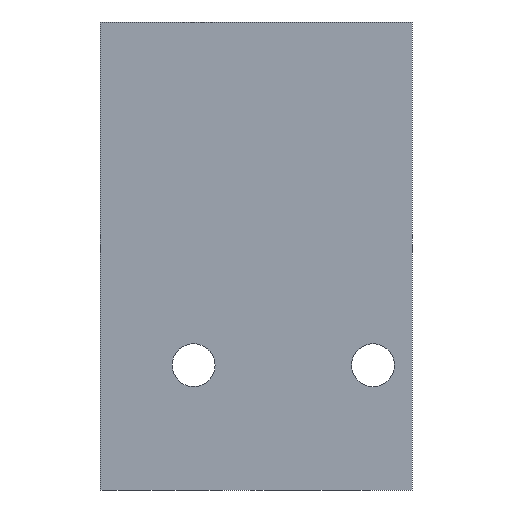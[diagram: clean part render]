
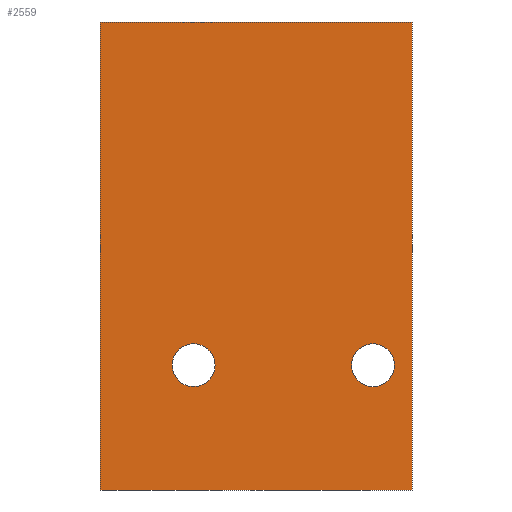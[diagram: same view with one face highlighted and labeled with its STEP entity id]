
A CAD part, front view. The second image highlights one B-rep face of the part: STEP entity #2559.
In plain terms, the highlighted planar face has unit normal (0, -1, 0).
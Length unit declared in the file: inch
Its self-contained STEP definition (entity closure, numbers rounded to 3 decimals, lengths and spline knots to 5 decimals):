
#5=DIRECTION('',(1.,0.,0.));
#6=VECTOR('',#5,2.5);
#7=CARTESIAN_POINT('',(0.,-1.188,0.));
#8=LINE('',#7,#6);
#75=DIRECTION('',(0.,0.,1.));
#76=VECTOR('',#75,3.75);
#77=CARTESIAN_POINT('',(2.5,-1.188,0.));
#78=LINE('',#77,#76);
#79=DIRECTION('',(0.,0.,1.));
#80=VECTOR('',#79,3.75);
#81=CARTESIAN_POINT('',(0.,-1.188,0.));
#82=LINE('',#81,#80);
#83=CARTESIAN_POINT('',(0.75,-1.188,1.));
#84=DIRECTION('',(0.,-1.,0.));
#85=DIRECTION('',(-1.,0.,0.));
#86=AXIS2_PLACEMENT_3D('',#83,#84,#85);
#88=CARTESIAN_POINT('',(0.75,-1.188,1.));
#89=DIRECTION('',(0.,-1.,0.));
#90=DIRECTION('',(1.,0.,0.));
#91=AXIS2_PLACEMENT_3D('',#88,#89,#90);
#93=CARTESIAN_POINT('',(2.188,-1.188,1.));
#94=DIRECTION('',(0.,-1.,0.));
#95=DIRECTION('',(-1.,0.,0.));
#96=AXIS2_PLACEMENT_3D('',#93,#94,#95);
#98=CARTESIAN_POINT('',(2.188,-1.188,1.));
#99=DIRECTION('',(0.,-1.,0.));
#100=DIRECTION('',(1.,0.,0.));
#101=AXIS2_PLACEMENT_3D('',#98,#99,#100);
#115=DIRECTION('',(1.,0.,0.));
#116=VECTOR('',#115,2.5);
#117=CARTESIAN_POINT('',(0.,-1.188,3.75));
#118=LINE('',#117,#116);
#2226=CARTESIAN_POINT('',(0.,-1.188,0.));
#2228=VERTEX_POINT('',#2226);
#2229=CARTESIAN_POINT('',(2.5,-1.188,0.));
#2230=VERTEX_POINT('',#2229);
#2234=CARTESIAN_POINT('',(0.,-1.188,3.75));
#2236=VERTEX_POINT('',#2234);
#2237=CARTESIAN_POINT('',(2.5,-1.188,3.75));
#2238=VERTEX_POINT('',#2237);
#2360=CARTESIAN_POINT('',(0.578,-1.188,1.));
#2361=CARTESIAN_POINT('',(0.922,-1.188,1.));
#2362=VERTEX_POINT('',#2360);
#2363=VERTEX_POINT('',#2361);
#2368=CARTESIAN_POINT('',(2.016,-1.188,1.));
#2369=CARTESIAN_POINT('',(2.36,-1.188,1.));
#2370=VERTEX_POINT('',#2368);
#2371=VERTEX_POINT('',#2369);
#2535=CARTESIAN_POINT('',(0.,-1.188,0.));
#2536=DIRECTION('',(0.,-1.,0.));
#2537=DIRECTION('',(1.,0.,0.));
#2538=AXIS2_PLACEMENT_3D('',#2535,#2536,#2537);
#2539=PLANE('',#2538);
#2540=ORIENTED_EDGE('',*,*,#2453,.F.);
#2541=ORIENTED_EDGE('',*,*,#2484,.T.);
#2543=ORIENTED_EDGE('',*,*,#2542,.T.);
#2544=ORIENTED_EDGE('',*,*,#2527,.F.);
#2545=EDGE_LOOP('',(#2540,#2541,#2543,#2544));
#2546=FACE_OUTER_BOUND('',#2545,.F.);
#2548=ORIENTED_EDGE('',*,*,#2547,.T.);
#2550=ORIENTED_EDGE('',*,*,#2549,.T.);
#2551=EDGE_LOOP('',(#2548,#2550));
#2552=FACE_BOUND('',#2551,.F.);
#2554=ORIENTED_EDGE('',*,*,#2553,.T.);
#2556=ORIENTED_EDGE('',*,*,#2555,.T.);
#2557=EDGE_LOOP('',(#2554,#2556));
#2558=FACE_BOUND('',#2557,.F.);
#2559=ADVANCED_FACE('',(#2546,#2552,#2558),#2539,.T.);
#87=CIRCLE('',#86,0.172);
#92=CIRCLE('',#91,0.172);
#97=CIRCLE('',#96,0.172);
#102=CIRCLE('',#101,0.172);
#2453=EDGE_CURVE('',#2228,#2230,#8,.T.);
#2484=EDGE_CURVE('',#2228,#2236,#82,.T.);
#2527=EDGE_CURVE('',#2230,#2238,#78,.T.);
#2542=EDGE_CURVE('',#2236,#2238,#118,.T.);
#2547=EDGE_CURVE('',#2362,#2363,#87,.T.);
#2549=EDGE_CURVE('',#2363,#2362,#92,.T.);
#2553=EDGE_CURVE('',#2370,#2371,#97,.T.);
#2555=EDGE_CURVE('',#2371,#2370,#102,.T.);
